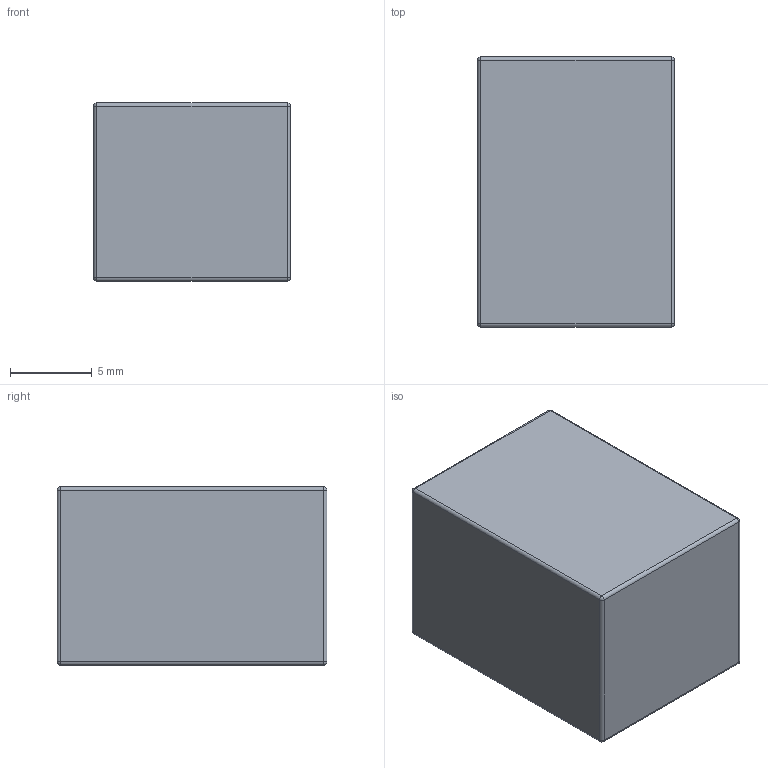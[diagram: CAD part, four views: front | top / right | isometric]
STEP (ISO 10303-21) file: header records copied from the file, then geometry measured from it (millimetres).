
FILE_DESCRIPTION(('FreeCAD Model'),'2;1');
FILE_NAME('Open CASCADE Shape Model','2022-07-30T19:05:20',( 'kicad StepUp'),('ksu MCAD'),'Open CASCADE STEP processor 7.5', 'FreeCAD','Unknown');
FILE_SCHEMA(('AUTOMOTIVE_DESIGN { 1 0 10303 214 1 1 1 1 }'));
Length unit declared in the file: millimetre
Products named in the file (4): USB_B; Body; Body001; Pins
Assembly tree (3 placements, depth 2):
  USB_B
    Body
    Body001
    Pins
Bounding box: 12.04 x 16.5 x 10.9 mm (x, y, z)
Volume: 1685.1 mm3; surface area: 1785.9 mm2
Topology: 4 solids, 4 shells, 61 faces, 130 edges, 70 vertices
Faces by surface type: plane 31, cylinder 22, sphere 8
Entity records: 1639 total; most frequent: DIRECTION 286, CARTESIAN_POINT 257, ORIENTED_EDGE 244, EDGE_CURVE 122, AXIS2_PLACEMENT_3D 99, LINE 88, VECTOR 88, VERTEX_POINT 70
